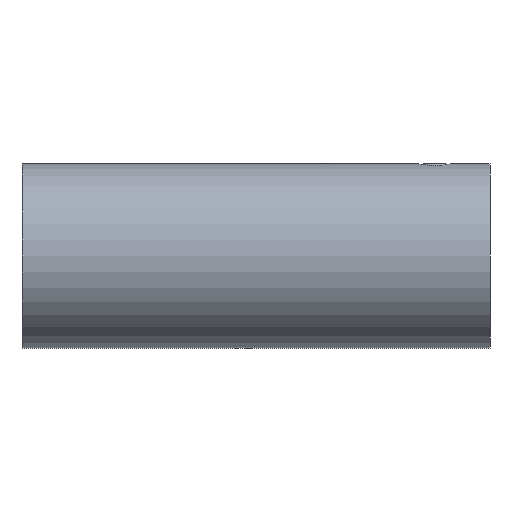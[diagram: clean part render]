
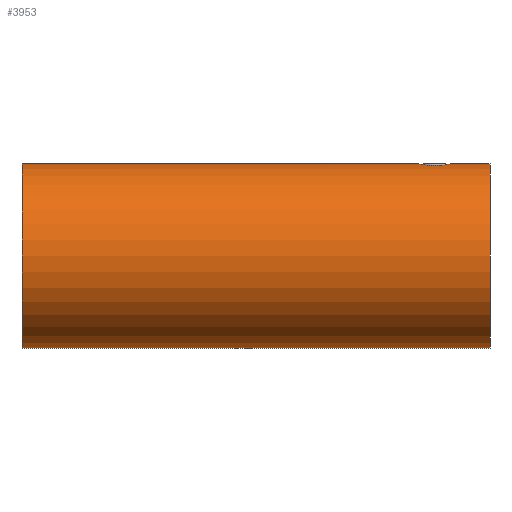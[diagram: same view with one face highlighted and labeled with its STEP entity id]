
A CAD part, front view. The second image highlights one B-rep face of the part: STEP entity #3953.
In plain terms, the highlighted cylindrical face has radius 15.75 mm (diameter 31.5 mm), a partial arc.
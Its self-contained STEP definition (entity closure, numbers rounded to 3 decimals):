
#31 = ORIENTED_EDGE ( 'NONE', *, *, #2635, .T. ) ;
#41 = CARTESIAN_POINT ( 'NONE',  ( 72.945, -1.482, 15.681 ) ) ;
#88 = CARTESIAN_POINT ( 'NONE',  ( 68.057, -1.485, 15.681 ) ) ;
#151 = CARTESIAN_POINT ( 'NONE',  ( 67.683, 0., 15.75 ) ) ;
#201 = VERTEX_POINT ( 'NONE', #958 ) ;
#245 = AXIS2_PLACEMENT_3D ( 'NONE', #950, #5629, #1631 ) ;
#535 = LINE ( 'NONE', #7706, #2724 ) ;
#561 = CARTESIAN_POINT ( 'NONE',  ( 69.769, -2.864, 15.488 ) ) ;
#733 = CARTESIAN_POINT ( 'NONE',  ( 71.92, -2.584, 15.537 ) ) ;
#950 = CARTESIAN_POINT ( 'NONE',  ( 80., 0., 0. ) ) ;
#958 = CARTESIAN_POINT ( 'NONE',  ( 80., 0., -15.75 ) ) ;
#1078 = DIRECTION ( 'NONE',  ( -1., 0., 0. ) ) ;
#1205 = CARTESIAN_POINT ( 'NONE',  ( 73.227, -0.768, 15.732 ) ) ;
#1330 = CARTESIAN_POINT ( 'NONE',  ( 67.683, -0.195, 15.75 ) ) ;
#1374 = CARTESIAN_POINT ( 'NONE',  ( 68.783, -2.353, 15.574 ) ) ;
#1611 = AXIS2_PLACEMENT_3D ( 'NONE', #2385, #2469, #8279 ) ;
#1631 = DIRECTION ( 'NONE',  ( 0., 0., 1. ) ) ;
#1675 = LINE ( 'NONE', #4297, #8059 ) ;
#1806 = CARTESIAN_POINT ( 'NONE',  ( 0., 0., 15.75 ) ) ;
#1939 = CARTESIAN_POINT ( 'NONE',  ( 70.687, -2.958, 15.47 ) ) ;
#2020 = CARTESIAN_POINT ( 'NONE',  ( 73.031, -1.313, 15.696 ) ) ;
#2385 = CARTESIAN_POINT ( 'NONE',  ( 0., 0., 0. ) ) ;
#2469 = DIRECTION ( 'NONE',  ( -1., 0., 0. ) ) ;
#2511 = FACE_OUTER_BOUND ( 'NONE', #3709, .T. ) ;
#2598 = EDGE_CURVE ( 'NONE', #201, #6119, #1675, .T. ) ;
#2601 = CARTESIAN_POINT ( 'NONE',  ( 0., 0., 0. ) ) ;
#2617 = CARTESIAN_POINT ( 'NONE',  ( 70.317, -2.959, 15.47 ) ) ;
#2635 = EDGE_CURVE ( 'NONE', #5841, #7148, #6407, .T. ) ;
#2704 = CARTESIAN_POINT ( 'NONE',  ( 67.969, -1.313, 15.696 ) ) ;
#2724 = VECTOR ( 'NONE', #8233, 1000. ) ;
#2897 = VERTEX_POINT ( 'NONE', #151 ) ;
#3065 = CARTESIAN_POINT ( 'NONE',  ( 73.317, 0., 15.75 ) ) ;
#3104 = EDGE_CURVE ( 'NONE', #6119, #5957, #8192, .T. ) ;
#3258 = CARTESIAN_POINT ( 'NONE',  ( 70.869, -2.939, 15.473 ) ) ;
#3301 = CARTESIAN_POINT ( 'NONE',  ( 73.317, 0., 15.75 ) ) ;
#3384 = AXIS2_PLACEMENT_3D ( 'NONE', #2601, #4496, #6564 ) ;
#3709 = EDGE_LOOP ( 'NONE', ( #7437, #5230, #31, #5401, #8150, #5729 ) ) ;
#3861 = CARTESIAN_POINT ( 'NONE',  ( 67.775, -0.772, 15.732 ) ) ;
#3897 = CARTESIAN_POINT ( 'NONE',  ( 80., 0., 15.75 ) ) ;
#3903 = CARTESIAN_POINT ( 'NONE',  ( 69.251, -2.659, 15.524 ) ) ;
#3953 = ADVANCED_FACE ( 'NONE', ( #2511 ), #4322, .T. ) ;
#3993 = CARTESIAN_POINT ( 'NONE',  ( 68.639, -2.229, 15.592 ) ) ;
#4079 = B_SPLINE_CURVE_WITH_KNOTS ( 'NONE', 3,
 ( #3301, #8508, #7863, #1205, #4595, #2020, #41, #8461, #4513, #6625, #733, #5889, #7955, #3258, #1939, #2617, #7221, #561, #7267, #3903, #5970, #1374, #3993, #5240, #5931, #88, #2704, #7140, #3861, #6535, #1330, #6582 ),
 .UNSPECIFIED., .F., .F.,
 ( 4, 2, 2, 2, 2, 2, 2, 2, 2, 2, 2, 2, 2, 2, 2, 4 ),
 ( 0., 0.031, 0.063, 0.094, 0.125, 0.188, 0.219, 0.25, 0.281, 0.313, 0.344, 0.375, 0.406, 0.438, 0.469, 0.5 ),
 .UNSPECIFIED. ) ;
#4247 = CARTESIAN_POINT ( 'NONE',  ( 0., 0., -15.75 ) ) ;
#4297 = CARTESIAN_POINT ( 'NONE',  ( 0., 0., -15.75 ) ) ;
#4322 = CYLINDRICAL_SURFACE ( 'NONE', #1611, 15.75 ) ;
#4496 = DIRECTION ( 'NONE',  ( -1., 0., 0. ) ) ;
#4513 = CARTESIAN_POINT ( 'NONE',  ( 72.621, -1.956, 15.629 ) ) ;
#4595 = CARTESIAN_POINT ( 'NONE',  ( 73.172, -0.955, 15.722 ) ) ;
#4943 = EDGE_CURVE ( 'NONE', #201, #5841, #7246, .T. ) ;
#5104 = CARTESIAN_POINT ( 'NONE',  ( 0., 0., 15.75 ) ) ;
#5230 = ORIENTED_EDGE ( 'NONE', *, *, #4943, .T. ) ;
#5240 = CARTESIAN_POINT ( 'NONE',  ( 68.378, -1.956, 15.629 ) ) ;
#5401 = ORIENTED_EDGE ( 'NONE', *, *, #7367, .T. ) ;
#5629 = DIRECTION ( 'NONE',  ( -1., 0., 0. ) ) ;
#5729 = ORIENTED_EDGE ( 'NONE', *, *, #3104, .F. ) ;
#5841 = VERTEX_POINT ( 'NONE', #3897 ) ;
#5889 = CARTESIAN_POINT ( 'NONE',  ( 71.41, -2.806, 15.498 ) ) ;
#5931 = CARTESIAN_POINT ( 'NONE',  ( 68.262, -1.807, 15.647 ) ) ;
#5957 = VERTEX_POINT ( 'NONE', #5104 ) ;
#5970 = CARTESIAN_POINT ( 'NONE',  ( 69.087, -2.567, 15.54 ) ) ;
#6119 = VERTEX_POINT ( 'NONE', #4247 ) ;
#6270 = VECTOR ( 'NONE', #1078, 1000. ) ;
#6407 = LINE ( 'NONE', #1806, #6270 ) ;
#6535 = CARTESIAN_POINT ( 'NONE',  ( 67.702, -0.389, 15.746 ) ) ;
#6564 = DIRECTION ( 'NONE',  ( 0., 0., 1. ) ) ;
#6582 = CARTESIAN_POINT ( 'NONE',  ( 67.683, 0., 15.75 ) ) ;
#6625 = CARTESIAN_POINT ( 'NONE',  ( 72.232, -2.364, 15.574 ) ) ;
#6925 = DIRECTION ( 'NONE',  ( -1., 0., 0. ) ) ;
#7140 = CARTESIAN_POINT ( 'NONE',  ( 67.828, -0.955, 15.722 ) ) ;
#7148 = VERTEX_POINT ( 'NONE', #3065 ) ;
#7221 = CARTESIAN_POINT ( 'NONE',  ( 70.131, -2.939, 15.473 ) ) ;
#7246 = CIRCLE ( 'NONE', #245, 15.75 ) ;
#7267 = CARTESIAN_POINT ( 'NONE',  ( 69.593, -2.808, 15.498 ) ) ;
#7367 = EDGE_CURVE ( 'NONE', #7148, #2897, #4079, .T. ) ;
#7437 = ORIENTED_EDGE ( 'NONE', *, *, #2598, .F. ) ;
#7569 = EDGE_CURVE ( 'NONE', #2897, #5957, #535, .T. ) ;
#7706 = CARTESIAN_POINT ( 'NONE',  ( 0., 0., 15.75 ) ) ;
#7863 = CARTESIAN_POINT ( 'NONE',  ( 73.299, -0.387, 15.746 ) ) ;
#7955 = CARTESIAN_POINT ( 'NONE',  ( 71.232, -2.863, 15.488 ) ) ;
#8059 = VECTOR ( 'NONE', #6925, 1000. ) ;
#8150 = ORIENTED_EDGE ( 'NONE', *, *, #7569, .T. ) ;
#8192 = CIRCLE ( 'NONE', #3384, 15.75 ) ;
#8233 = DIRECTION ( 'NONE',  ( -1., 0., 0. ) ) ;
#8279 = DIRECTION ( 'NONE',  ( 0., 0., 1. ) ) ;
#8461 = CARTESIAN_POINT ( 'NONE',  ( 72.739, -1.805, 15.647 ) ) ;
#8508 = CARTESIAN_POINT ( 'NONE',  ( 73.317, -0.194, 15.75 ) ) ;
